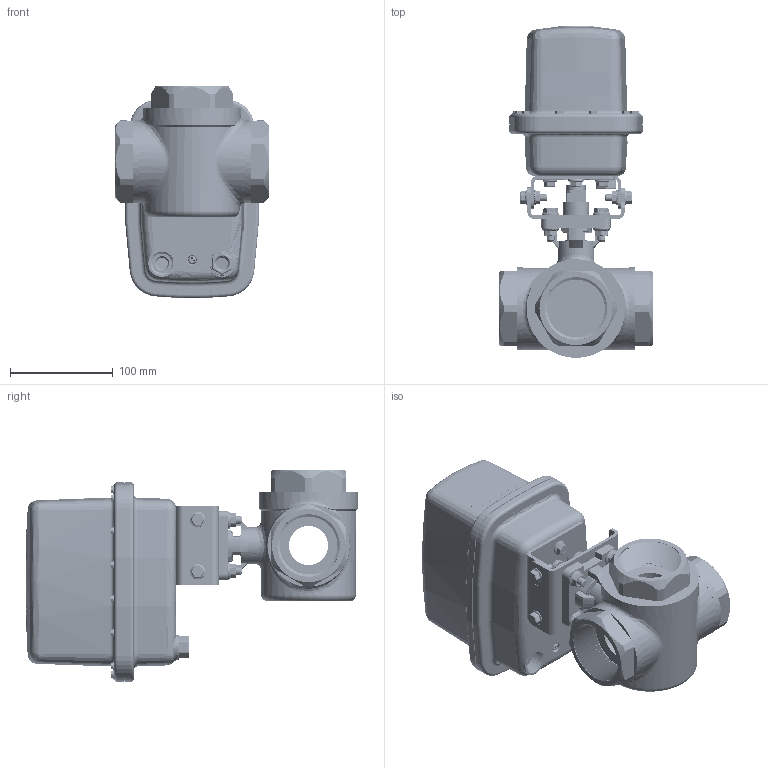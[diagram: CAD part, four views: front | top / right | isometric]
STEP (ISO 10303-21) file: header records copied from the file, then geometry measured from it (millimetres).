
FILE_DESCRIPTION (( 'STEP AP203' ), '1' );
FILE_NAME ('73I25-10D50-DB1.STEP', '2020-08-24T15:29:22', ( '' ), ( '' ), 'SwSTEP 2.0', 'SolidWorks 2019', '' );
FILE_SCHEMA (( 'CONFIG_CONTROL_DESIGN' ));
Length unit declared in the file: inch
Products named in the file (32): 299-0026_299-0026; 101-0002; 405-0027.prt; 100-0002; 208-0005; 200-0010_299-0026; 73I25-10D50-DB1; 200-0010-NUT; eh-502; 205-0001; 200-0010-STEM; 105-0001; 105-0026; 200-0010-TAB_STOP; 200-0010-CAP; 405-0001; 10D50-DB1; 500-0004; 100-0003; 73I25; 398-0487; 499-0026.asm; 340-0010; 405-0002; 100505; 100338; eh-157; 498-5000_PROMOTED; 200-0010-CAP-2; 100433; 200-0010-BODY; qx-221
Assembly tree (63 placements, depth 5):
  73I25-10D50-DB1
    73I25
      299-0026_299-0026
        200-0010_299-0026
          200-0010-BODY
          200-0010-STEM
          200-0010-NUT
          200-0010-TAB_STOP
          200-0010-CAP  x2
          200-0010-CAP-2
      105-0026
      100433  x4
      qx-221  x4
      208-0005
      500-0004
    10D50-DB1
      498-5000_PROMOTED
        405-0001
        405-0002
        105-0001
        eh-157
        100-0003  x4
        100-0002  x16
        eh-502
        205-0001  x3
      340-0010
        100505
      398-0487
        499-0026.asm
          405-0027.prt
    100338  x3
    101-0002  x3
    eh-502
Bounding box: 149.61 x 323.02 x 206.39 mm (x, y, z)
Volume: 1168953.8 mm3; surface area: 540015.3 mm2
Topology: 43 solids, 74 shells, 6708 faces, 17374 edges, 10834 vertices
Faces by surface type: cylinder 2130, plane 2071, torus 1141, cone 629, bspline 605, sphere 132
Entity records: 163119 total; most frequent: CARTESIAN_POINT 80564, ORIENTED_EDGE 17042, DIRECTION 15849, EDGE_CURVE 8548, AXIS2_PLACEMENT_3D 6671, VERTEX_POINT 5267, EDGE_LOOP 3756, CIRCLE 3652
